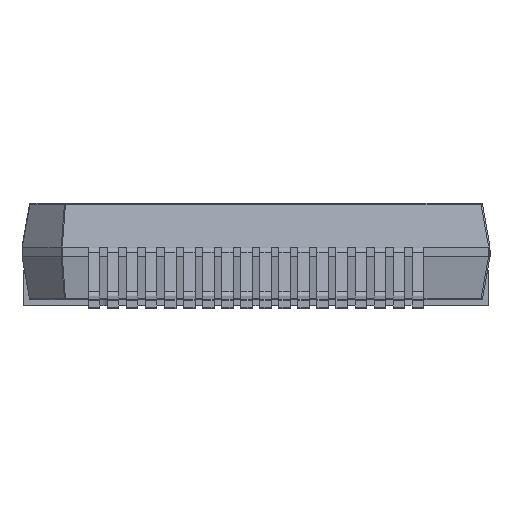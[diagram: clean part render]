
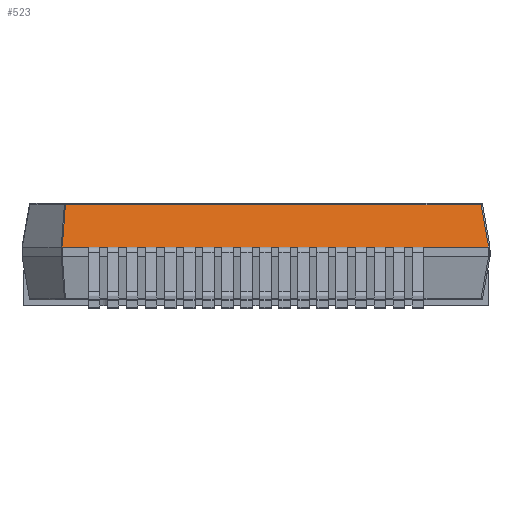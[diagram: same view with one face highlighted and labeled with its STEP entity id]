
A CAD part, left-side view. The second image highlights one B-rep face of the part: STEP entity #523.
In plain terms, the highlighted free-form (B-spline) face has degree [3, 3] with [6, 6] control points.
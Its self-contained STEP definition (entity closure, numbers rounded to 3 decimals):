
#523=ADVANCED_FACE('',(#1306),#12267,.T.);
#1306=FACE_OUTER_BOUND('',#2096,.T.);
#2096=EDGE_LOOP('',(#3230,#3231,#3232,#3233));
#3230=ORIENTED_EDGE('',*,*,#7191,.T.);
#3231=ORIENTED_EDGE('',*,*,#7145,.F.);
#3232=ORIENTED_EDGE('',*,*,#7115,.T.);
#3233=ORIENTED_EDGE('',*,*,#7199,.T.);
#7115=EDGE_CURVE('',#11108,#11109,#10850,.T.);
#7145=EDGE_CURVE('',#11108,#11107,#8881,.T.);
#7191=EDGE_CURVE('',#11106,#11107,#8927,.T.);
#7199=EDGE_CURVE('',#11109,#11106,#8935,.T.);
#8881=(
BOUNDED_CURVE()
B_SPLINE_CURVE(1,(#17288,#17289),.UNSPECIFIED.,.F.,.F.)
B_SPLINE_CURVE_WITH_KNOTS((2,2),(0.001,1.476),
 .UNSPECIFIED.)
CURVE()
GEOMETRIC_REPRESENTATION_ITEM()
RATIONAL_B_SPLINE_CURVE((1.,1.))
REPRESENTATION_ITEM('')
);
#8927=(
BOUNDED_CURVE()
B_SPLINE_CURVE(1,(#17403,#17404),.UNSPECIFIED.,.F.,.F.)
B_SPLINE_CURVE_WITH_KNOTS((2,2),(0.042,14.253),
 .UNSPECIFIED.)
CURVE()
GEOMETRIC_REPRESENTATION_ITEM()
RATIONAL_B_SPLINE_CURVE((1.,1.))
REPRESENTATION_ITEM('')
);
#8935=(
BOUNDED_CURVE()
B_SPLINE_CURVE(1,(#17423,#17424),.UNSPECIFIED.,.F.,.F.)
B_SPLINE_CURVE_WITH_KNOTS((2,2),(0.008,1.501),
 .UNSPECIFIED.)
CURVE()
GEOMETRIC_REPRESENTATION_ITEM()
RATIONAL_B_SPLINE_CURVE((1.,1.))
REPRESENTATION_ITEM('')
);
#10850=B_SPLINE_CURVE_WITH_KNOTS('',3,(#17176,#17177,#17178,#17179,#17180,
#17181),.UNSPECIFIED.,.F.,.F.,(4,1,1,4),(-14.381,-10.491,
-5.245,-0.048),.UNSPECIFIED.);
#11106=VERTEX_POINT('',#16770);
#11107=VERTEX_POINT('',#16771);
#11108=VERTEX_POINT('',#16772);
#11109=VERTEX_POINT('',#16773);
#12267=B_SPLINE_SURFACE_WITH_KNOTS('',3,3,((#15197,#15198,#15199,#15200,
#15201,#15202),(#15203,#15204,#15205,#15206,#15207,#15208),(#15209,#15210,
#15211,#15212,#15213,#15214),(#15215,#15216,#15217,#15218,#15219,#15220),
(#15221,#15222,#15223,#15224,#15225,#15226),(#15227,#15228,#15229,#15230,
#15231,#15232)),.UNSPECIFIED.,.F.,.F.,.F.,(4,1,1,4),(4,1,1,4),(0.,0.512,
1.024,1.536),(0.,5.245,10.491,
15.736),.UNSPECIFIED.);
#15197=CARTESIAN_POINT('',(-5.55,-8.,2.11));
#15198=CARTESIAN_POINT('',(-5.55,-6.222,2.11));
#15199=CARTESIAN_POINT('',(-5.55,-2.667,2.11));
#15200=CARTESIAN_POINT('',(-5.55,2.667,2.11));
#15201=CARTESIAN_POINT('',(-5.55,6.222,2.11));
#15202=CARTESIAN_POINT('',(-5.55,8.,2.11));
#15203=CARTESIAN_POINT('',(-5.521,-7.971,2.276));
#15204=CARTESIAN_POINT('',(-5.521,-6.2,2.276));
#15205=CARTESIAN_POINT('',(-5.521,-2.657,2.276));
#15206=CARTESIAN_POINT('',(-5.521,2.657,2.276));
#15207=CARTESIAN_POINT('',(-5.521,6.2,2.276));
#15208=CARTESIAN_POINT('',(-5.521,7.971,2.276));
#15209=CARTESIAN_POINT('',(-5.462,-7.912,2.607));
#15210=CARTESIAN_POINT('',(-5.462,-6.154,2.607));
#15211=CARTESIAN_POINT('',(-5.462,-2.637,2.607));
#15212=CARTESIAN_POINT('',(-5.462,2.637,2.607));
#15213=CARTESIAN_POINT('',(-5.462,6.154,2.607));
#15214=CARTESIAN_POINT('',(-5.462,7.912,2.607));
#15215=CARTESIAN_POINT('',(-5.375,-7.825,3.103));
#15216=CARTESIAN_POINT('',(-5.375,-6.086,3.103));
#15217=CARTESIAN_POINT('',(-5.375,-2.608,3.103));
#15218=CARTESIAN_POINT('',(-5.375,2.608,3.103));
#15219=CARTESIAN_POINT('',(-5.375,6.086,3.103));
#15220=CARTESIAN_POINT('',(-5.375,7.825,3.103));
#15221=CARTESIAN_POINT('',(-5.316,-7.766,3.434));
#15222=CARTESIAN_POINT('',(-5.316,-6.041,3.434));
#15223=CARTESIAN_POINT('',(-5.316,-2.589,3.434));
#15224=CARTESIAN_POINT('',(-5.316,2.589,3.434));
#15225=CARTESIAN_POINT('',(-5.316,6.041,3.434));
#15226=CARTESIAN_POINT('',(-5.316,7.766,3.434));
#15227=CARTESIAN_POINT('',(-5.287,-7.737,3.6));
#15228=CARTESIAN_POINT('',(-5.287,-6.018,3.6));
#15229=CARTESIAN_POINT('',(-5.287,-2.579,3.6));
#15230=CARTESIAN_POINT('',(-5.287,2.579,3.6));
#15231=CARTESIAN_POINT('',(-5.287,6.018,3.6));
#15232=CARTESIAN_POINT('',(-5.287,7.737,3.6));
#16770=CARTESIAN_POINT('',(-5.295,-7.695,3.559));
#16771=CARTESIAN_POINT('',(-5.295,6.516,3.559));
#16772=CARTESIAN_POINT('',(-5.55,6.622,2.11));
#16773=CARTESIAN_POINT('',(-5.55,-7.951,2.11));
#17176=CARTESIAN_POINT('',(-5.55,6.622,2.11));
#17177=CARTESIAN_POINT('',(-5.55,5.303,2.11));
#17178=CARTESIAN_POINT('',(-5.55,2.207,2.11));
#17179=CARTESIAN_POINT('',(-5.55,-2.65,2.11));
#17180=CARTESIAN_POINT('',(-5.55,-6.189,2.11));
#17181=CARTESIAN_POINT('',(-5.55,-7.951,2.11));
#17288=CARTESIAN_POINT('',(-5.55,6.622,2.11));
#17289=CARTESIAN_POINT('',(-5.295,6.516,3.559));
#17403=CARTESIAN_POINT('',(-5.295,-7.695,3.559));
#17404=CARTESIAN_POINT('',(-5.295,6.516,3.559));
#17423=CARTESIAN_POINT('',(-5.55,-7.951,2.11));
#17424=CARTESIAN_POINT('',(-5.295,-7.695,3.559));
